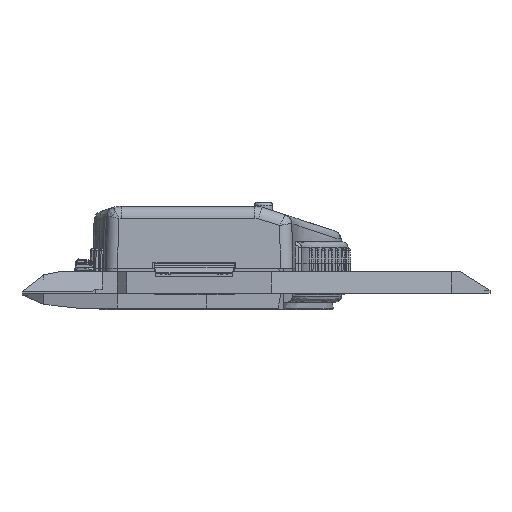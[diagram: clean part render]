
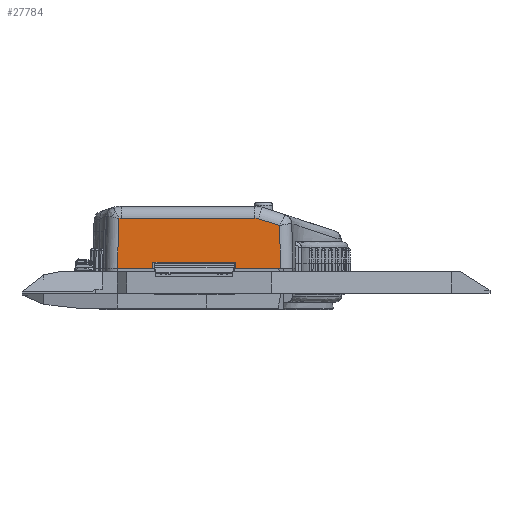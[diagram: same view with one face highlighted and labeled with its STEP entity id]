
A CAD part, left-side view. The second image highlights one B-rep face of the part: STEP entity #27784.
In plain terms, the highlighted planar face has unit normal (-1, 0, 0.026).
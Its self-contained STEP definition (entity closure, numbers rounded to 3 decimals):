
#15345=DIRECTION('',(0.,-1.,0.));
#15346=VECTOR('',#15345,7.251);
#15347=CARTESIAN_POINT('',(-3.5,-19.25,-0.02));
#15348=LINE('',#15347,#15346);
#15373=CARTESIAN_POINT('',(-3.5,-26.501,-0.02));
#15477=DIRECTION('',(0.,-1.,0.));
#15478=VECTOR('',#15477,5.75);
#15479=CARTESIAN_POINT('',(-3.5,0.,-0.02));
#15480=LINE('',#15479,#15478);
#16361=CARTESIAN_POINT('',(-3.318,-26.319,
6.919));
#16403=DIRECTION('',(0.,1.,0.));
#16404=VECTOR('',#16403,13.465);
#16405=CARTESIAN_POINT('',(-3.474,-19.233,0.98));
#16406=LINE('',#16405,#16404);
#16407=DIRECTION('',(-0.026,0.017,-1.));
#16408=VECTOR('',#16407,1.);
#16409=CARTESIAN_POINT('',(-3.474,-5.767,0.98));
#16410=LINE('',#16409,#16408);
#16411=CARTESIAN_POINT('',(-3.288,-0.212,
8.087));
#16412=CARTESIAN_POINT('',(-3.358,-0.141,
5.385));
#16413=CARTESIAN_POINT('',(-3.429,-0.071,
2.682));
#16414=CARTESIAN_POINT('',(-3.5,0.,-0.02));
#16416=CARTESIAN_POINT('',(-3.288,-0.212,
8.087));
#16417=CARTESIAN_POINT('',(-3.287,-0.258,
8.097));
#16418=CARTESIAN_POINT('',(-3.287,-0.351,
8.114));
#16419=CARTESIAN_POINT('',(-3.287,-0.492,
8.129));
#16420=CARTESIAN_POINT('',(-3.287,-0.586,
8.132));
#16421=CARTESIAN_POINT('',(-3.287,-0.634,
8.132));
#16423=DIRECTION('',(0.,-1.,0.));
#16424=VECTOR('',#16423,21.633);
#16425=CARTESIAN_POINT('',(-3.287,-0.634,
8.132));
#16426=LINE('',#16425,#16424);
#16427=CARTESIAN_POINT('',(-3.287,-22.266,
8.132));
#16428=CARTESIAN_POINT('',(-3.287,-22.337,
8.132));
#16429=CARTESIAN_POINT('',(-3.287,-22.476,
8.125));
#16430=CARTESIAN_POINT('',(-3.288,-22.683,
8.092));
#16431=CARTESIAN_POINT('',(-3.289,-22.818,
8.056));
#16432=CARTESIAN_POINT('',(-3.289,-22.884,
8.034));
#16434=DIRECTION('',(-0.008,-0.951,-0.309));
#16435=VECTOR('',#16434,3.611);
#16436=CARTESIAN_POINT('',(-3.289,-22.884,
8.034));
#16437=LINE('',#16436,#16435);
#16438=DIRECTION('',(-0.026,-0.026,-0.999));
#16439=VECTOR('',#16438,6.943);
#16440=CARTESIAN_POINT('',(-3.318,-26.319,
6.919));
#16441=LINE('',#16440,#16439);
#16442=DIRECTION('',(0.026,0.017,1.));
#16443=VECTOR('',#16442,1.);
#16444=CARTESIAN_POINT('',(-3.5,-19.25,-0.02));
#16445=LINE('',#16444,#16443);
#16453=CARTESIAN_POINT('',(-3.288,-0.212,
8.087));
#19762=CARTESIAN_POINT('',(-3.474,-19.233,0.98));
#19763=CARTESIAN_POINT('',(-3.5,-19.25,-0.02));
#19764=VERTEX_POINT('',#19762);
#19765=VERTEX_POINT('',#19763);
#19766=CARTESIAN_POINT('',(-3.474,-5.767,0.98));
#19767=CARTESIAN_POINT('',(-3.5,-5.75,-0.02));
#19768=VERTEX_POINT('',#19766);
#19769=VERTEX_POINT('',#19767);
#19779=VERTEX_POINT('',#15373);
#19782=VERTEX_POINT('',#16427);
#19783=VERTEX_POINT('',#16432);
#19786=CARTESIAN_POINT('',(-3.287,-0.634,
8.132));
#19787=VERTEX_POINT('',#19786);
#19792=VERTEX_POINT('',#16453);
#19798=VERTEX_POINT('',#16361);
#19799=VERTEX_POINT('',#16414);
#27760=CARTESIAN_POINT('',(-3.5,2.,-0.02));
#27761=DIRECTION('',(-1.,0.,0.026));
#27762=DIRECTION('',(0.,-1.,0.));
#27763=AXIS2_PLACEMENT_3D('',#27760,#27761,#27762);
#27764=PLANE('',#27763);
#27766=ORIENTED_EDGE('',*,*,#27765,.T.);
#27768=ORIENTED_EDGE('',*,*,#27767,.T.);
#27769=ORIENTED_EDGE('',*,*,#26232,.F.);
#27771=ORIENTED_EDGE('',*,*,#27770,.F.);
#27773=ORIENTED_EDGE('',*,*,#27772,.T.);
#27775=ORIENTED_EDGE('',*,*,#27774,.T.);
#27776=ORIENTED_EDGE('',*,*,#27663,.T.);
#27777=ORIENTED_EDGE('',*,*,#27677,.T.);
#27778=ORIENTED_EDGE('',*,*,#27754,.T.);
#27779=ORIENTED_EDGE('',*,*,#26195,.F.);
#27781=ORIENTED_EDGE('',*,*,#27780,.T.);
#27782=EDGE_LOOP('',(#27766,#27768,#27769,#27771,#27773,#27775,#27776,#27777,
#27778,#27779,#27781));
#27783=FACE_OUTER_BOUND('',#27782,.F.);
#27784=ADVANCED_FACE('',(#27783),#27764,.T.);
#16415=B_SPLINE_CURVE_WITH_KNOTS('',3,(#16411,#16412,#16413,#16414),
.UNSPECIFIED.,.F.,.F.,(4,4),(0.,1.),.UNSPECIFIED.);
#16422=B_SPLINE_CURVE_WITH_KNOTS('',3,(#16416,#16417,#16418,#16419,#16420,
#16421),.UNSPECIFIED.,.F.,.F.,(4,1,1,4),(0.,0.333,
0.667,1.),.UNSPECIFIED.);
#16433=B_SPLINE_CURVE_WITH_KNOTS('',3,(#16427,#16428,#16429,#16430,#16431,
#16432),.UNSPECIFIED.,.F.,.F.,(4,1,1,4),(0.,0.333,
0.667,1.),.UNSPECIFIED.);
#26195=EDGE_CURVE('',#19765,#19779,#15348,.T.);
#26232=EDGE_CURVE('',#19799,#19769,#15480,.T.);
#27663=EDGE_CURVE('',#19782,#19783,#16433,.T.);
#27677=EDGE_CURVE('',#19783,#19798,#16437,.T.);
#27754=EDGE_CURVE('',#19798,#19779,#16441,.T.);
#27765=EDGE_CURVE('',#19764,#19768,#16406,.T.);
#27767=EDGE_CURVE('',#19768,#19769,#16410,.T.);
#27770=EDGE_CURVE('',#19792,#19799,#16415,.T.);
#27772=EDGE_CURVE('',#19792,#19787,#16422,.T.);
#27774=EDGE_CURVE('',#19787,#19782,#16426,.T.);
#27780=EDGE_CURVE('',#19765,#19764,#16445,.T.);
